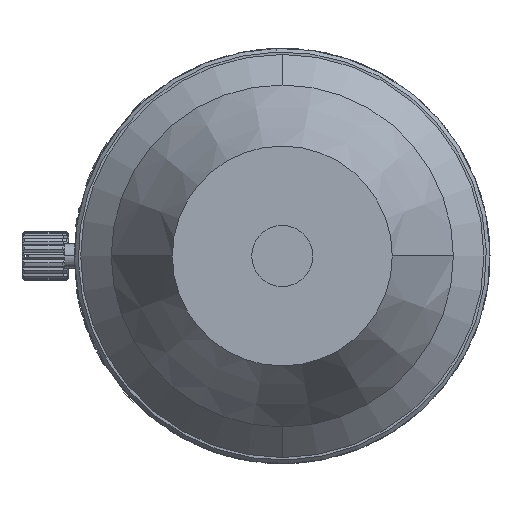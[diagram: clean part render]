
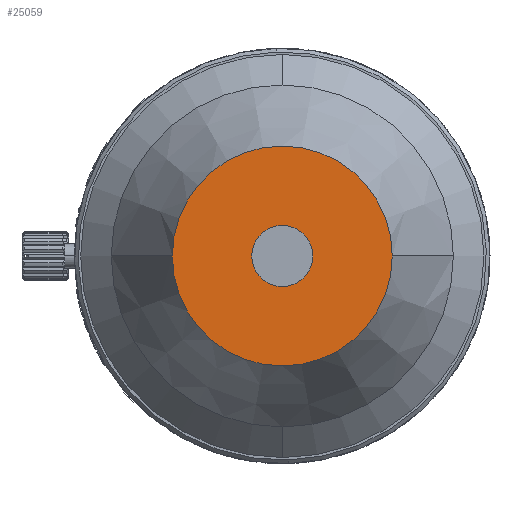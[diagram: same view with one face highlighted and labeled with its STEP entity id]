
A CAD part, left-side view. The second image highlights one B-rep face of the part: STEP entity #25059.
In plain terms, the highlighted planar face has unit normal (-1, 0, 0).
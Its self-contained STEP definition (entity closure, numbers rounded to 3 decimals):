
#1643 = VERTEX_POINT ( 'NONE', #17040 ) ;
#1830 = CARTESIAN_POINT ( 'NONE',  ( -1., 2.5, 0. ) ) ;
#2867 = CIRCLE ( 'NONE', #27054, 9. ) ;
#2939 = AXIS2_PLACEMENT_3D ( 'NONE', #35327, #35510, #26540 ) ;
#3524 = AXIS2_PLACEMENT_3D ( 'NONE', #25437, #31065, #28143 ) ;
#4429 = EDGE_CURVE ( 'NONE', #20133, #21570, #2867, .T. ) ;
#4642 = AXIS2_PLACEMENT_3D ( 'NONE', #20135, #37511, #32009 ) ;
#6878 = DIRECTION ( 'NONE',  ( 1., 0., 0. ) ) ;
#7642 = CARTESIAN_POINT ( 'NONE',  ( -1., 0., 0. ) ) ;
#7812 = CIRCLE ( 'NONE', #3524, 2.5 ) ;
#7915 = PLANE ( 'NONE',  #4642 ) ;
#8240 = ORIENTED_EDGE ( 'NONE', *, *, #30696, .F. ) ;
#9819 = ORIENTED_EDGE ( 'NONE', *, *, #27756, .T. ) ;
#11037 = CIRCLE ( 'NONE', #2939, 9. ) ;
#11327 = CARTESIAN_POINT ( 'NONE',  ( -1., 0., 0. ) ) ;
#11756 = EDGE_LOOP ( 'NONE', ( #8240, #29557 ) ) ;
#16929 = AXIS2_PLACEMENT_3D ( 'NONE', #11327, #20454, #29389 ) ;
#17040 = CARTESIAN_POINT ( 'NONE',  ( -1., -2.5, 0. ) ) ;
#18798 = CIRCLE ( 'NONE', #16929, 2.5 ) ;
#19231 = ORIENTED_EDGE ( 'NONE', *, *, #38009, .T. ) ;
#20133 = VERTEX_POINT ( 'NONE', #25005 ) ;
#20135 = CARTESIAN_POINT ( 'NONE',  ( -1., -2.5, 0. ) ) ;
#20454 = DIRECTION ( 'NONE',  ( 1., 0., 0. ) ) ;
#21570 = VERTEX_POINT ( 'NONE', #28841 ) ;
#22488 = FACE_OUTER_BOUND ( 'NONE', #11756, .T. ) ;
#24785 = EDGE_LOOP ( 'NONE', ( #9819, #19231 ) ) ;
#25005 = CARTESIAN_POINT ( 'NONE',  ( -1., -9., 0. ) ) ;
#25059 = ADVANCED_FACE ( 'NONE', ( #22488, #25610 ), #7915, .F. ) ;
#25437 = CARTESIAN_POINT ( 'NONE',  ( -1., 0., 0. ) ) ;
#25610 = FACE_BOUND ( 'NONE', #24785, .T. ) ;
#26540 = DIRECTION ( 'NONE',  ( 0., 1., 0. ) ) ;
#27054 = AXIS2_PLACEMENT_3D ( 'NONE', #7642, #6878, #33903 ) ;
#27756 = EDGE_CURVE ( 'NONE', #36391, #1643, #7812, .T. ) ;
#28143 = DIRECTION ( 'NONE',  ( 0., 1., 0. ) ) ;
#28841 = CARTESIAN_POINT ( 'NONE',  ( -1., 9., 0. ) ) ;
#29389 = DIRECTION ( 'NONE',  ( 0., 1., 0. ) ) ;
#29557 = ORIENTED_EDGE ( 'NONE', *, *, #4429, .F. ) ;
#30696 = EDGE_CURVE ( 'NONE', #21570, #20133, #11037, .T. ) ;
#31065 = DIRECTION ( 'NONE',  ( 1., 0., 0. ) ) ;
#32009 = DIRECTION ( 'NONE',  ( 0., 1., 0. ) ) ;
#33903 = DIRECTION ( 'NONE',  ( 0., 1., 0. ) ) ;
#35327 = CARTESIAN_POINT ( 'NONE',  ( -1., 0., 0. ) ) ;
#35510 = DIRECTION ( 'NONE',  ( 1., 0., 0. ) ) ;
#36391 = VERTEX_POINT ( 'NONE', #1830 ) ;
#37511 = DIRECTION ( 'NONE',  ( 1., 0., 0. ) ) ;
#38009 = EDGE_CURVE ( 'NONE', #1643, #36391, #18798, .T. ) ;
